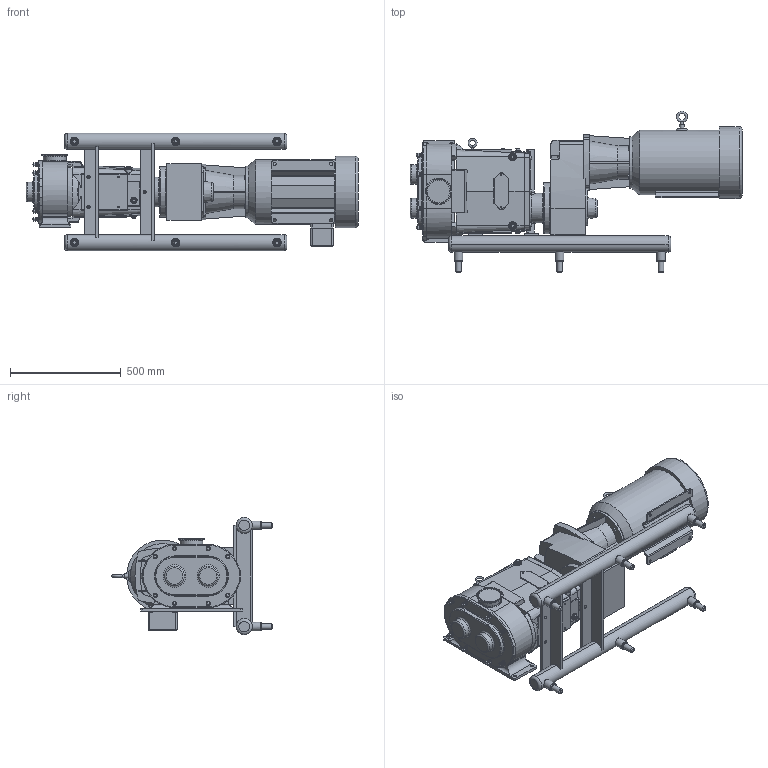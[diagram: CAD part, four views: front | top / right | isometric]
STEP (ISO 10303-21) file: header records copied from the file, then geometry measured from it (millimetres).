
FILE_DESCRIPTION(/* description */ (''),/* implementation_level */ '2;1');
FILE_NAME(/* name */ 'U1_224U1_256TC_(4.06x 11.25)x4.0_S-Line_20HP_LH_SM.stp',/* time_stamp */ '2021-05-24T16:24:44+06:00',/* author */ ('trtmhr'),/* organization */ (''),/* preprocessor_version */ 'ST-DEVELOPER v18.1',/* originating_system */ 'Autodesk Inventor 2020',/* authorisation */ '');
FILE_SCHEMA (('AUTOMOTIVE_DESIGN { 1 0 10303 214 3 1 1 }'));
Length unit declared in the file: inch
Products named in the file (1): U1_224U1_256TC_(4.06x 11.25)x4.0_S-Line_20HP_LH_SM
Bounding box: 1499.03 x 728.47 x 530.23 mm (x, y, z)
Volume: 114234112.5 mm3; surface area: 3192011.4 mm2
Topology: 4 solids, 4 shells, 1131 faces, 2995 edges, 1953 vertices
Faces by surface type: plane 526, cylinder 328, bspline 103, torus 95, cone 61, sphere 18
Full cylindrical faces by diameter (mm): 7.62 x6, 7.798 x1, 13.462 x4, 13.487 x4, 14.275 x8, 14.3 x3, 14.478 x1, 15.24 x1, 19.05 x8, 19.304 x1, 23.876 x3, 25.4 x11, 29.21 x2, 31.75 x3, 35.052 x6, 38.1 x6, 88.9 x2, 101.6 x1, 102.946 x2, 103.962 x1, 119.024 x1, 133.35 x1, 229.997 x1, 230.124 x1, 232.994 x1, 292.329 x1, 324.612 x1
Entity records: 38570 total; most frequent: CARTESIAN_POINT 10115, ORIENTED_EDGE 5956, DIRECTION 5949, EDGE_CURVE 2978, AXIS2_PLACEMENT_3D 2237, VERTEX_POINT 1953, LINE 1475, VECTOR 1475
